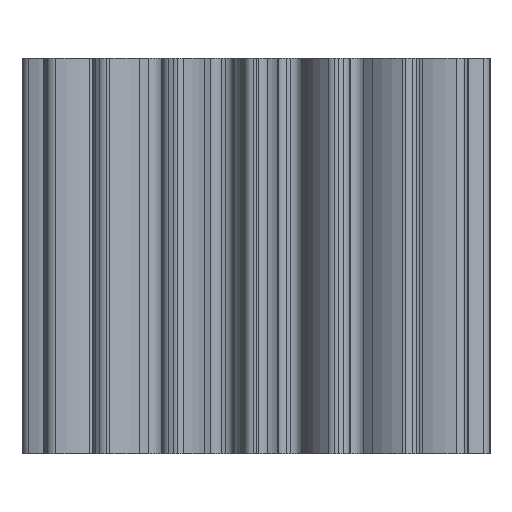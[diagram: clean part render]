
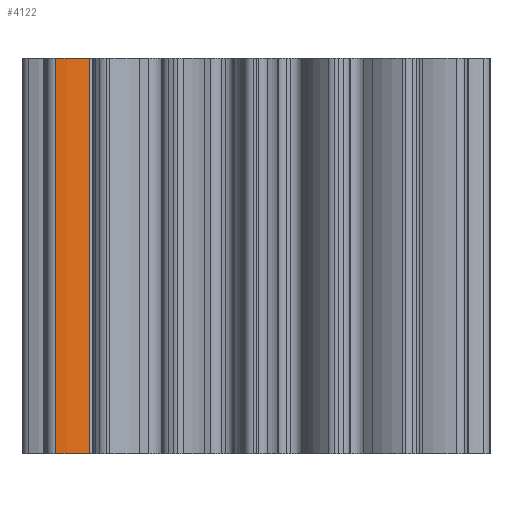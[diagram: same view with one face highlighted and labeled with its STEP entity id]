
A CAD part, left-side view. The second image highlights one B-rep face of the part: STEP entity #4122.
In plain terms, the highlighted free-form (B-spline) face has degree [3, 1] with [5, 2] control points.
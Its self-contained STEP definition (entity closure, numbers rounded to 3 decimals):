
#51 = B_SPLINE_CURVE_WITH_KNOTS ( 'NONE', 3,
 ( #1569, #1570, #1571, #1572, #1573 ),
 .UNSPECIFIED., .F., .F.,
 ( 4, 1, 4 ),
 ( 0., 0.158, 0.356 ),
 .UNSPECIFIED. ) ;
#53 = B_SPLINE_CURVE_WITH_KNOTS ( 'NONE', 3,
 ( #1561, #1565, #1566, #1567, #1568 ),
 .UNSPECIFIED., .F., .F.,
 ( 4, 1, 4 ),
 ( 0., 0.158, 0.356 ),
 .UNSPECIFIED. ) ;
#57 = B_SPLINE_SURFACE_WITH_KNOTS ( 'NONE', 3, 1, ( 
 ( #3687, #3688 ),
 ( #3689, #3690 ),
 ( #3691, #3692 ),
 ( #3693, #3694 ),
 ( #3695, #3696 ) ),
 .UNSPECIFIED., .F., .F., .F.,
 ( 4, 1, 4 ),
 ( 2, 2 ),
 ( 0., 0.158, 0.356 ),
 ( 0., 1. ),
 .UNSPECIFIED. ) ;
#119 = EDGE_LOOP ( 'NONE', ( #686, #688, #687, #689 ) ) ;
#454 = VERTEX_POINT ( 'NONE', #3017 ) ;
#455 = VERTEX_POINT ( 'NONE', #3018 ) ;
#456 = VERTEX_POINT ( 'NONE', #3019 ) ;
#457 = VERTEX_POINT ( 'NONE', #3020 ) ;
#686 = ORIENTED_EDGE ( 'NONE', *, *, #4311, .T. ) ;
#687 = ORIENTED_EDGE ( 'NONE', *, *, #4312, .F. ) ;
#688 = ORIENTED_EDGE ( 'NONE', *, *, #4310, .F. ) ;
#689 = ORIENTED_EDGE ( 'NONE', *, *, #4307, .T. ) ;
#1553 = LINE ( 'NONE', #1554, #5696 ) ;
#1554 = CARTESIAN_POINT ( 'NONE',  ( -1.138, 2.029, 4. ) ) ;
#1555 = DIRECTION ( 'NONE',  ( 0., 0., -1. ) ) ;
#1561 = CARTESIAN_POINT ( 'NONE',  ( -1.138, 2.029, 0. ) ) ;
#1562 = LINE ( 'NONE', #1563, #5693 ) ;
#1563 = CARTESIAN_POINT ( 'NONE',  ( -1.076, 1.682, 4. ) ) ;
#1564 = DIRECTION ( 'NONE',  ( 0., 0., -1. ) ) ;
#1565 = CARTESIAN_POINT ( 'NONE',  ( -1.14, 1.976, 0. ) ) ;
#1566 = CARTESIAN_POINT ( 'NONE',  ( -1.134, 1.857, 0. ) ) ;
#1567 = CARTESIAN_POINT ( 'NONE',  ( -1.101, 1.743, 0. ) ) ;
#1568 = CARTESIAN_POINT ( 'NONE',  ( -1.076, 1.682, 0. ) ) ;
#1569 = CARTESIAN_POINT ( 'NONE',  ( -1.138, 2.029, 4. ) ) ;
#1570 = CARTESIAN_POINT ( 'NONE',  ( -1.14, 1.976, 4. ) ) ;
#1571 = CARTESIAN_POINT ( 'NONE',  ( -1.134, 1.857, 4. ) ) ;
#1572 = CARTESIAN_POINT ( 'NONE',  ( -1.101, 1.743, 4. ) ) ;
#1573 = CARTESIAN_POINT ( 'NONE',  ( -1.076, 1.682, 4. ) ) ;
#3017 = CARTESIAN_POINT ( 'NONE',  ( -1.076, 1.682, 4. ) ) ;
#3018 = CARTESIAN_POINT ( 'NONE',  ( -1.076, 1.682, 0. ) ) ;
#3019 = CARTESIAN_POINT ( 'NONE',  ( -1.138, 2.029, 4. ) ) ;
#3020 = CARTESIAN_POINT ( 'NONE',  ( -1.138, 2.029, 0. ) ) ;
#3687 = CARTESIAN_POINT ( 'NONE',  ( -1.138, 2.029, 4. ) ) ;
#3688 = CARTESIAN_POINT ( 'NONE',  ( -1.138, 2.029, 0. ) ) ;
#3689 = CARTESIAN_POINT ( 'NONE',  ( -1.14, 1.976, 4. ) ) ;
#3690 = CARTESIAN_POINT ( 'NONE',  ( -1.14, 1.976, 0. ) ) ;
#3691 = CARTESIAN_POINT ( 'NONE',  ( -1.134, 1.857, 4. ) ) ;
#3692 = CARTESIAN_POINT ( 'NONE',  ( -1.134, 1.857, 0. ) ) ;
#3693 = CARTESIAN_POINT ( 'NONE',  ( -1.101, 1.743, 4. ) ) ;
#3694 = CARTESIAN_POINT ( 'NONE',  ( -1.101, 1.743, 0. ) ) ;
#3695 = CARTESIAN_POINT ( 'NONE',  ( -1.076, 1.682, 4. ) ) ;
#3696 = CARTESIAN_POINT ( 'NONE',  ( -1.076, 1.682, 0. ) ) ;
#4122 = ADVANCED_FACE ( 'NONE', ( #6021 ), #57, .F. ) ;
#4307 = EDGE_CURVE ( 'NONE', #456, #457, #1553, .T. ) ;
#4310 = EDGE_CURVE ( 'NONE', #454, #455, #1562, .T. ) ;
#4311 = EDGE_CURVE ( 'NONE', #457, #455, #53, .T. ) ;
#4312 = EDGE_CURVE ( 'NONE', #456, #454, #51, .T. ) ;
#5693 = VECTOR ( 'NONE', #1564, 1000. ) ;
#5696 = VECTOR ( 'NONE', #1555, 1000. ) ;
#6021 = FACE_OUTER_BOUND ( 'NONE', #119, .T. ) ;
